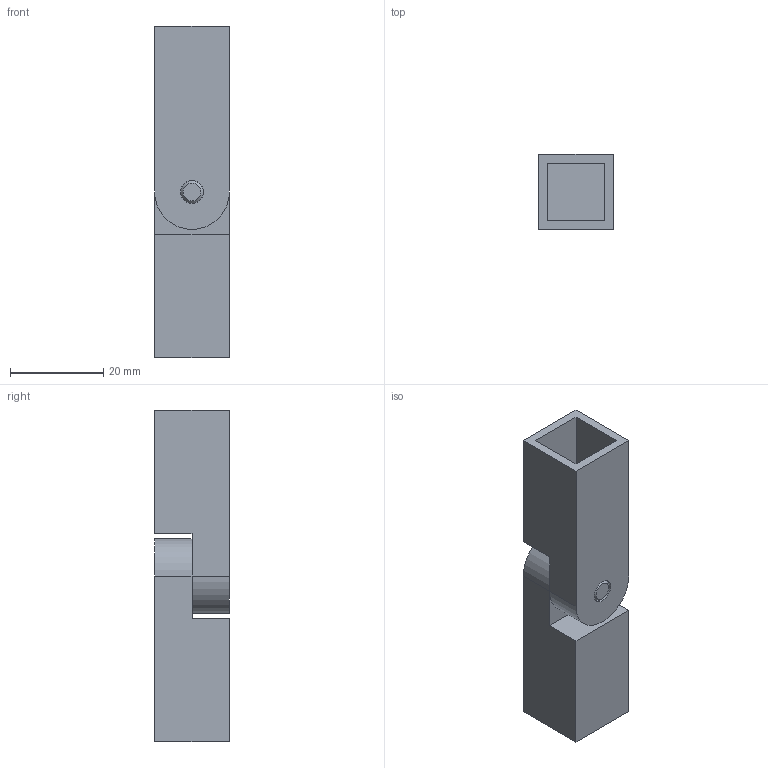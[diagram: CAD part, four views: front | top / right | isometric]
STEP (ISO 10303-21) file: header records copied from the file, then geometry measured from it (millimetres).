
FILE_DESCRIPTION (( 'STEP AP203' ), '1' );
FILE_NAME ('50439-240.STEP', '2020-02-17T09:14:29', ( '' ), ( '' ), 'SwSTEP 2.0', 'SolidWorks 2015', '' );
FILE_SCHEMA (( 'CONFIG_CONTROL_DESIGN' ));
Length unit declared in the file: millimetre
Products named in the file (7): 50439-240 Teil 3; 50439-240 Teil 2_50439-240 Teil2; 50439-240; 50439-240 Teil 1; 50439-240 Teil 2; 50439-240 Teil 3_50439-240 Teil3; 50439-240 Teil 1_50439-240 Teil1
Assembly tree (3 placements, depth 2):
  50439-240 Teil 3
  50439-240
    50439-240 Teil 1_50439-240 Teil1
    50439-240 Teil 2_50439-240 Teil2
    50439-240 Teil 3_50439-240 Teil3
  50439-240 Teil 1
  50439-240 Teil 2
Bounding box: 16 x 16 x 71 mm (x, y, z)
Volume: 10357.7 mm3; surface area: 8795 mm2
Topology: 3 solids, 3 shells, 282 faces, 723 edges, 478 vertices
Faces by surface type: plane 162, bspline 103, cone 9, cylinder 7, sphere 1
Full cylindrical faces by diameter (mm): 4.773 x1, 5 x1, 6.7 x1, 11.3 x1, 12 x1
Entity records: 14781 total; most frequent: CARTESIAN_POINT 8027, ORIENTED_EDGE 1426, DIRECTION 897, EDGE_CURVE 713, LINE 477, VECTOR 477, VERTEX_POINT 476, EDGE_LOOP 325
